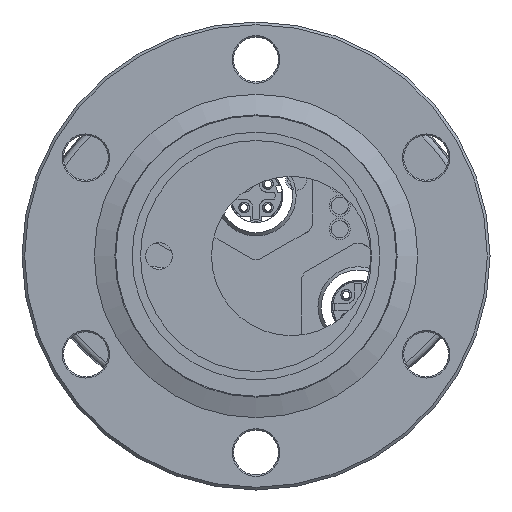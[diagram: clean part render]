
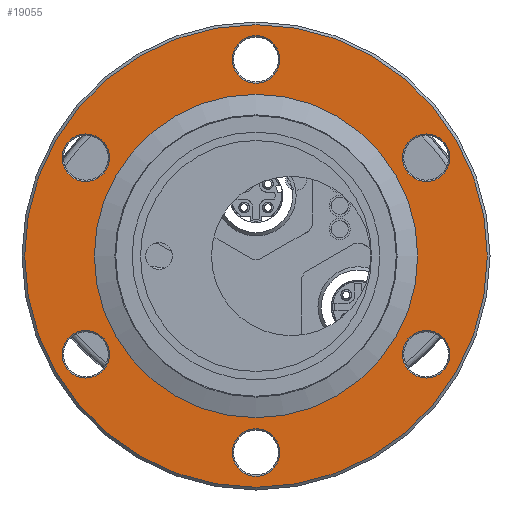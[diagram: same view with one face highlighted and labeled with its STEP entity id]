
A CAD part, front view. The second image highlights one B-rep face of the part: STEP entity #19055.
In plain terms, the highlighted planar face has unit normal (0, -1, 0).
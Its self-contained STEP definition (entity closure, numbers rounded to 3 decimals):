
#1060 = EDGE_CURVE ( 'NONE', #24063, #24063, #37711, .T. ) ;
#1722 = ORIENTED_EDGE ( 'NONE', *, *, #16458, .T. ) ;
#2781 = DIRECTION ( 'NONE',  ( 0., -1., 0. ) ) ;
#2882 = EDGE_LOOP ( 'NONE', ( #1722 ) ) ;
#3175 = CIRCLE ( 'NONE', #26096, 3.55 ) ;
#3271 = CARTESIAN_POINT ( 'NONE',  ( 0., -135.4, -26.15 ) ) ;
#4209 = CIRCLE ( 'NONE', #40207, 34.55 ) ;
#5087 = CARTESIAN_POINT ( 'NONE',  ( 0., -135.4, 30.9 ) ) ;
#5242 = DIRECTION ( 'NONE',  ( 0., 1., 0. ) ) ;
#6058 = DIRECTION ( 'NONE',  ( 0., 1., 0. ) ) ;
#6251 = DIRECTION ( 'NONE',  ( 0., 1., 0. ) ) ;
#6805 = EDGE_CURVE ( 'NONE', #15210, #15210, #11737, .T. ) ;
#8485 = EDGE_CURVE ( 'NONE', #12760, #12760, #11178, .T. ) ;
#9120 = FACE_BOUND ( 'NONE', #35197, .T. ) ;
#9269 = CARTESIAN_POINT ( 'NONE',  ( 0., -135.4, -27.8 ) ) ;
#9420 = CARTESIAN_POINT ( 'NONE',  ( 25.418, -135.4, -16.675 ) ) ;
#9830 = ORIENTED_EDGE ( 'NONE', *, *, #36169, .T. ) ;
#9892 = AXIS2_PLACEMENT_3D ( 'NONE', #29765, #27485, #30181 ) ;
#10485 = DIRECTION ( 'NONE',  ( 0., 1., 0. ) ) ;
#11178 = CIRCLE ( 'NONE', #9892, 3.55 ) ;
#11436 = CARTESIAN_POINT ( 'NONE',  ( 25.418, -135.4, 12.675 ) ) ;
#11709 = DIRECTION ( 'NONE',  ( 0., -1., 0. ) ) ;
#11737 = CIRCLE ( 'NONE', #16980, 3.55 ) ;
#12316 = CARTESIAN_POINT ( 'NONE',  ( -25.418, -135.4, 16.225 ) ) ;
#12420 = DIRECTION ( 'NONE',  ( 0., 0., 1. ) ) ;
#12574 = CIRCLE ( 'NONE', #15183, 24.15 ) ;
#12622 = CARTESIAN_POINT ( 'NONE',  ( 0., -135.4, -2. ) ) ;
#12760 = VERTEX_POINT ( 'NONE', #9269 ) ;
#13920 = AXIS2_PLACEMENT_3D ( 'NONE', #32653, #10485, #22602 ) ;
#14048 = EDGE_LOOP ( 'NONE', ( #15462 ) ) ;
#14497 = EDGE_LOOP ( 'NONE', ( #9830 ) ) ;
#15183 = AXIS2_PLACEMENT_3D ( 'NONE', #33074, #11709, #23843 ) ;
#15210 = VERTEX_POINT ( 'NONE', #31041 ) ;
#15430 = CIRCLE ( 'NONE', #19366, 3.55 ) ;
#15462 = ORIENTED_EDGE ( 'NONE', *, *, #6805, .T. ) ;
#16458 = EDGE_CURVE ( 'NONE', #29571, #29571, #3175, .T. ) ;
#16524 = ORIENTED_EDGE ( 'NONE', *, *, #8485, .T. ) ;
#16705 = AXIS2_PLACEMENT_3D ( 'NONE', #9420, #25222, #37750 ) ;
#16980 = AXIS2_PLACEMENT_3D ( 'NONE', #22435, #6251, #27989 ) ;
#17862 = CARTESIAN_POINT ( 'NONE',  ( 25.418, -135.4, 16.225 ) ) ;
#17894 = AXIS2_PLACEMENT_3D ( 'NONE', #24939, #6058, #31085 ) ;
#19055 = ADVANCED_FACE ( 'NONE', ( #27588, #22027, #40281, #34583, #21828, #30900, #33757, #9120 ), #37255, .F. ) ;
#19366 = AXIS2_PLACEMENT_3D ( 'NONE', #30292, #5242, #23924 ) ;
#19474 = ORIENTED_EDGE ( 'NONE', *, *, #1060, .T. ) ;
#19911 = ORIENTED_EDGE ( 'NONE', *, *, #31300, .F. ) ;
#20064 = EDGE_CURVE ( 'NONE', #23410, #23410, #4209, .T. ) ;
#21278 = DIRECTION ( 'NONE',  ( 0., 1., 0. ) ) ;
#21703 = EDGE_CURVE ( 'NONE', #31002, #31002, #15430, .T. ) ;
#21828 = FACE_BOUND ( 'NONE', #14497, .T. ) ;
#22027 = FACE_BOUND ( 'NONE', #40199, .T. ) ;
#22435 = CARTESIAN_POINT ( 'NONE',  ( -25.418, -135.4, -16.675 ) ) ;
#22602 = DIRECTION ( 'NONE',  ( 0., 0., 1. ) ) ;
#23410 = VERTEX_POINT ( 'NONE', #38974 ) ;
#23843 = DIRECTION ( 'NONE',  ( 0., 0., -1. ) ) ;
#23924 = DIRECTION ( 'NONE',  ( 0., 0., 1. ) ) ;
#24063 = VERTEX_POINT ( 'NONE', #30428 ) ;
#24939 = CARTESIAN_POINT ( 'NONE',  ( 0., -135.4, -2. ) ) ;
#25222 = DIRECTION ( 'NONE',  ( 0., 1., 0. ) ) ;
#26096 = AXIS2_PLACEMENT_3D ( 'NONE', #11436, #21278, #27041 ) ;
#27041 = DIRECTION ( 'NONE',  ( 0., 0., 1. ) ) ;
#27047 = CIRCLE ( 'NONE', #13920, 3.55 ) ;
#27485 = DIRECTION ( 'NONE',  ( 0., 1., 0. ) ) ;
#27523 = ORIENTED_EDGE ( 'NONE', *, *, #20064, .T. ) ;
#27588 = FACE_BOUND ( 'NONE', #14048, .T. ) ;
#27989 = DIRECTION ( 'NONE',  ( 0., 0., 1. ) ) ;
#28500 = EDGE_LOOP ( 'NONE', ( #19474 ) ) ;
#29571 = VERTEX_POINT ( 'NONE', #17862 ) ;
#29765 = CARTESIAN_POINT ( 'NONE',  ( 0., -135.4, -31.35 ) ) ;
#30181 = DIRECTION ( 'NONE',  ( 0., 0., 1. ) ) ;
#30292 = CARTESIAN_POINT ( 'NONE',  ( -25.418, -135.4, 12.675 ) ) ;
#30428 = CARTESIAN_POINT ( 'NONE',  ( 25.418, -135.4, -13.125 ) ) ;
#30900 = FACE_BOUND ( 'NONE', #36817, .T. ) ;
#31002 = VERTEX_POINT ( 'NONE', #12316 ) ;
#31041 = CARTESIAN_POINT ( 'NONE',  ( -25.418, -135.4, -13.125 ) ) ;
#31085 = DIRECTION ( 'NONE',  ( 0., 0., 1. ) ) ;
#31300 = EDGE_CURVE ( 'NONE', #38539, #38539, #12574, .T. ) ;
#32653 = CARTESIAN_POINT ( 'NONE',  ( 0., -135.4, 27.35 ) ) ;
#33074 = CARTESIAN_POINT ( 'NONE',  ( 0., -135.4, -2. ) ) ;
#33757 = FACE_OUTER_BOUND ( 'NONE', #39533, .T. ) ;
#34583 = FACE_BOUND ( 'NONE', #2882, .T. ) ;
#35197 = EDGE_LOOP ( 'NONE', ( #19911 ) ) ;
#35518 = ORIENTED_EDGE ( 'NONE', *, *, #21703, .T. ) ;
#36169 = EDGE_CURVE ( 'NONE', #36281, #36281, #27047, .T. ) ;
#36281 = VERTEX_POINT ( 'NONE', #5087 ) ;
#36817 = EDGE_LOOP ( 'NONE', ( #35518 ) ) ;
#37255 = PLANE ( 'NONE',  #17894 ) ;
#37711 = CIRCLE ( 'NONE', #16705, 3.55 ) ;
#37750 = DIRECTION ( 'NONE',  ( 0., 0., 1. ) ) ;
#38539 = VERTEX_POINT ( 'NONE', #3271 ) ;
#38974 = CARTESIAN_POINT ( 'NONE',  ( 0., -135.4, 32.55 ) ) ;
#39533 = EDGE_LOOP ( 'NONE', ( #27523 ) ) ;
#40199 = EDGE_LOOP ( 'NONE', ( #16524 ) ) ;
#40207 = AXIS2_PLACEMENT_3D ( 'NONE', #12622, #2781, #12420 ) ;
#40281 = FACE_BOUND ( 'NONE', #28500, .T. ) ;
